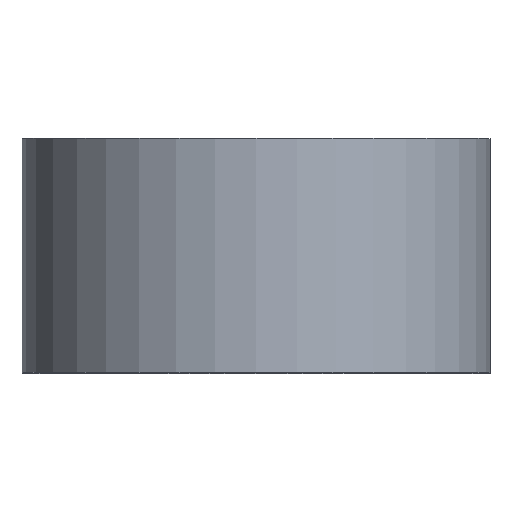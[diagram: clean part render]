
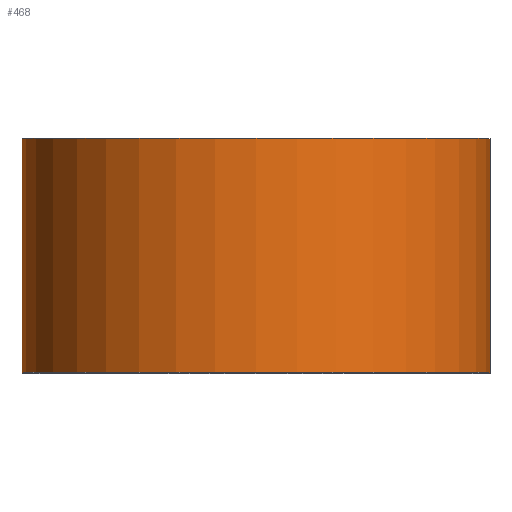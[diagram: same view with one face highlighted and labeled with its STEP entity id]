
A CAD part, top view. The second image highlights one B-rep face of the part: STEP entity #468.
In plain terms, the highlighted cylindrical face has radius 5 mm (diameter 10 mm), a partial arc.
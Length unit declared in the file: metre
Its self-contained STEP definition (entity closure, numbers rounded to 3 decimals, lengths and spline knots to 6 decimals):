
#22=LINE('',#726,#60);
#23=LINE('',#730,#61);
#60=VECTOR('',#571,1.);
#61=VECTOR('',#574,1.);
#98=ORIENTED_EDGE('',*,*,#238,.F.);
#99=ORIENTED_EDGE('',*,*,#239,.F.);
#100=ORIENTED_EDGE('',*,*,#240,.T.);
#101=ORIENTED_EDGE('',*,*,#241,.T.);
#238=EDGE_CURVE('',#308,#309,#356,.T.);
#239=EDGE_CURVE('',#310,#308,#22,.T.);
#240=EDGE_CURVE('',#310,#311,#357,.T.);
#241=EDGE_CURVE('',#311,#309,#23,.T.);
#308=VERTEX_POINT('',#724);
#309=VERTEX_POINT('',#725);
#310=VERTEX_POINT('',#727);
#311=VERTEX_POINT('',#729);
#356=CIRCLE('',#508,0.005);
#357=CIRCLE('',#509,0.005);
#388=EDGE_LOOP('',(#98,#99,#100,#101));
#420=FACE_BOUND('',#388,.T.);
#452=CYLINDRICAL_SURFACE('',#507,0.005);
#468=ADVANCED_FACE('',(#420),#452,.T.);
#507=AXIS2_PLACEMENT_3D('',#722,#567,#568);
#508=AXIS2_PLACEMENT_3D('',#723,#569,#570);
#509=AXIS2_PLACEMENT_3D('',#728,#572,#573);
#567=DIRECTION('',(0.,1.,0.));
#568=DIRECTION('',(0.,0.,1.));
#569=DIRECTION('',(0.,1.,0.));
#570=DIRECTION('',(0.,0.,-1.));
#571=DIRECTION('',(0.,1.,0.));
#572=DIRECTION('',(0.,1.,0.));
#573=DIRECTION('',(0.,0.,-1.));
#574=DIRECTION('',(0.,1.,0.));
#722=CARTESIAN_POINT('',(0.,-0.005,0.005));
#723=CARTESIAN_POINT('',(0.,0.,0.005));
#724=CARTESIAN_POINT('',(-0.005,0.,0.005));
#725=CARTESIAN_POINT('',(0.005,0.,0.005));
#726=CARTESIAN_POINT('',(-0.005,-0.005,0.005));
#727=CARTESIAN_POINT('',(-0.005,-0.005,0.005));
#728=CARTESIAN_POINT('',(0.,-0.005,0.005));
#729=CARTESIAN_POINT('',(0.005,-0.005,0.005));
#730=CARTESIAN_POINT('',(0.005,-0.005,0.005));
